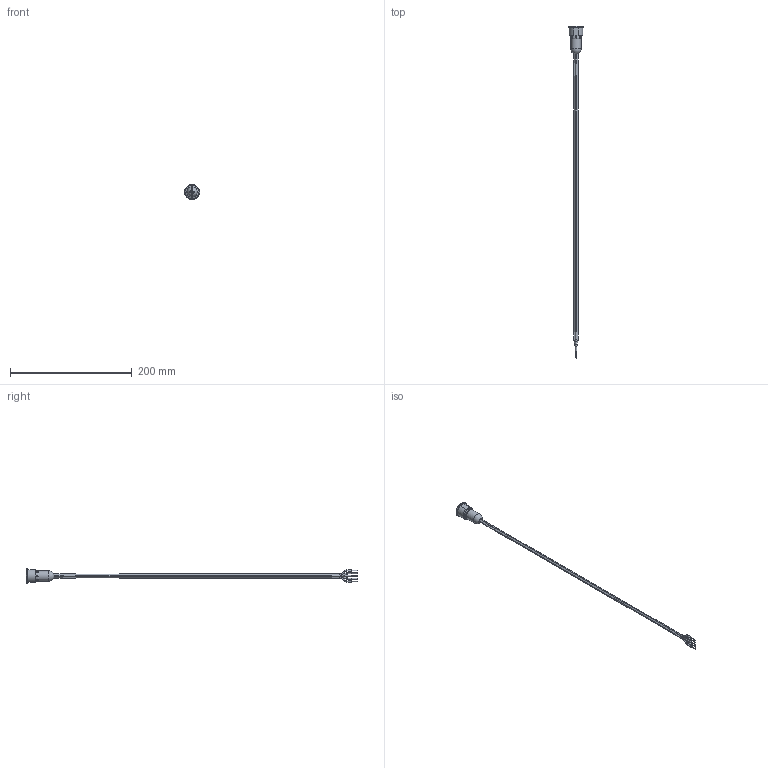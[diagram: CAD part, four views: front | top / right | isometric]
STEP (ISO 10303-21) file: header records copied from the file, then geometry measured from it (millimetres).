
FILE_DESCRIPTION(/* description */ (''),/* implementation_level */ '2;1');
FILE_NAME(/* name */ '000026390_Shrinkwrap_1.stp',/* time_stamp */ '2023-02-16T13:55:40-06:00',/* author */ ('jmeyers'),/* organization */ (''),/* preprocessor_version */ 'ST-DEVELOPER v18.1',/* originating_system */ 'Autodesk Inventor 2020',/* authorisation */ '');
FILE_SCHEMA (('AUTOMOTIVE_DESIGN { 1 0 10303 214 3 1 1 }'));
Length unit declared in the file: millimetre
Products named in the file (1): 000026390_Shrinkwrap_1
Bounding box: 25 x 546.2 x 25 mm (x, y, z)
Volume: 22617.3 mm3; surface area: 31638 mm2
Topology: 1 solids, 1 shells, 135 faces, 364 edges, 232 vertices
Faces by surface type: plane 62, cylinder 57, torus 12, cone 2, sphere 2
Full cylindrical faces by diameter (mm): 1.1 x5, 2.2 x10, 13.75 x1, 17 x1, 17.5 x1, 17.75 x1, 20.5 x1, 25 x1
Entity records: 4577 total; most frequent: CARTESIAN_POINT 1032, DIRECTION 765, ORIENTED_EDGE 730, EDGE_CURVE 365, AXIS2_PLACEMENT_3D 294, VERTEX_POINT 232, LINE 177, VECTOR 177
